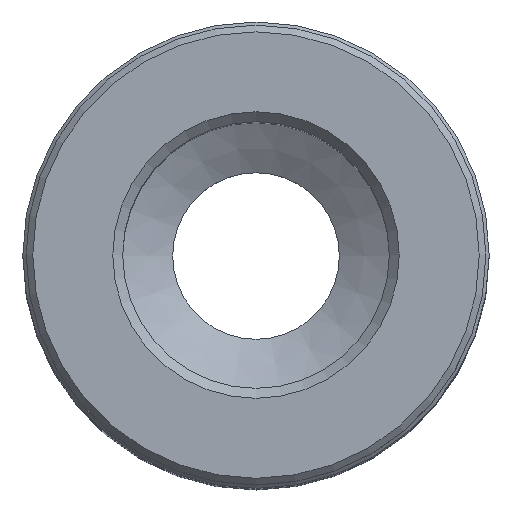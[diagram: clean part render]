
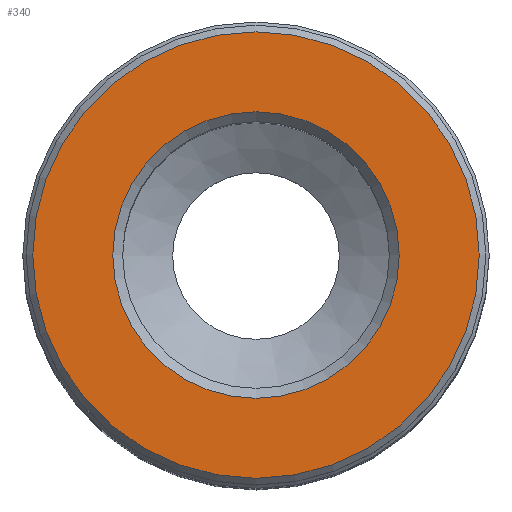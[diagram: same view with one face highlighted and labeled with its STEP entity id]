
A CAD part, top view. The second image highlights one B-rep face of the part: STEP entity #340.
In plain terms, the highlighted planar face has unit normal (0, 0, 1).
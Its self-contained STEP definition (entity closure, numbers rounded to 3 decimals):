
#44=ORIENTED_EDGE('',*,*,#108,.F.);
#45=ORIENTED_EDGE('',*,*,#109,.T.);
#108=EDGE_CURVE('',#140,#140,#172,.T.);
#109=EDGE_CURVE('',#141,#141,#173,.T.);
#140=VERTEX_POINT('',#582);
#141=VERTEX_POINT('',#584);
#172=CIRCLE('',#386,6.7);
#173=CIRCLE('',#387,4.3);
#204=EDGE_LOOP('',(#44));
#205=EDGE_LOOP('',(#45));
#268=FACE_BOUND('',#204,.T.);
#269=FACE_BOUND('',#205,.T.);
#332=PLANE('',#385);
#340=ADVANCED_FACE('',(#268,#269),#332,.F.);
#385=AXIS2_PLACEMENT_3D('',#580,#451,#452);
#386=AXIS2_PLACEMENT_3D('',#581,#453,#454);
#387=AXIS2_PLACEMENT_3D('',#583,#455,#456);
#451=DIRECTION('',(0.,0.,-1.));
#452=DIRECTION('',(-1.,0.,0.));
#453=DIRECTION('',(0.,0.,-1.));
#454=DIRECTION('',(-1.,0.,0.));
#455=DIRECTION('',(0.,0.,-1.));
#456=DIRECTION('',(-1.,0.,0.));
#580=CARTESIAN_POINT('',(0.,0.,0.));
#581=CARTESIAN_POINT('',(0.,0.,0.));
#582=CARTESIAN_POINT('',(-6.7,0.,0.));
#583=CARTESIAN_POINT('',(0.,0.,0.));
#584=CARTESIAN_POINT('',(-4.3,0.,0.));
